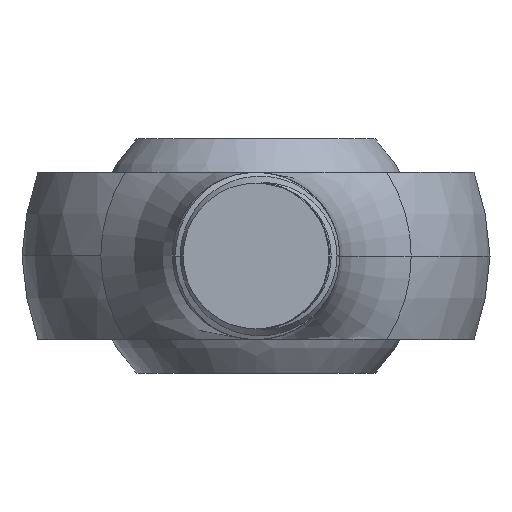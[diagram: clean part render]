
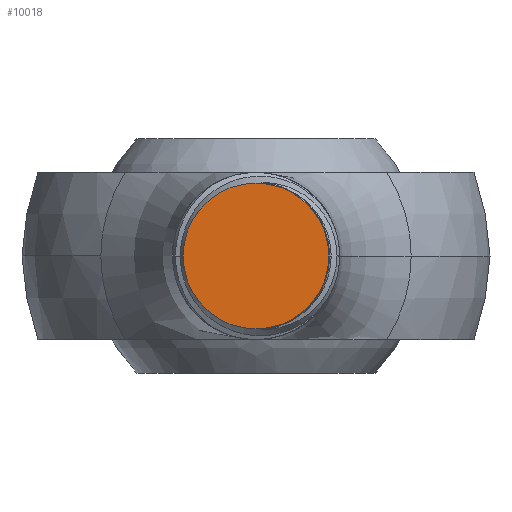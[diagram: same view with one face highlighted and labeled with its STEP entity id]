
A CAD part, front view. The second image highlights one B-rep face of the part: STEP entity #10018.
In plain terms, the highlighted planar face has unit normal (0, -1, 0).
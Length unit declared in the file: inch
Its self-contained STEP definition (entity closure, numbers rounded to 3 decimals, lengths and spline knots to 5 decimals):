
#801 = ORIENTED_EDGE ( 'NONE', *, *, #5577, .F. ) ;
#1087 = AXIS2_PLACEMENT_3D ( 'NONE', #1399, #6431, #11435 ) ;
#1399 = CARTESIAN_POINT ( 'NONE',  ( 0., -2., 0. ) ) ;
#1414 = CIRCLE ( 'NONE', #12192, 0.1363 ) ;
#2284 = DIRECTION ( 'NONE',  ( 0., 1., 0. ) ) ;
#2429 = EDGE_LOOP ( 'NONE', ( #801, #16206 ) ) ;
#2529 = DIRECTION ( 'NONE',  ( -1., 0., 0. ) ) ;
#3782 = VERTEX_POINT ( 'NONE', #13328 ) ;
#3888 = FACE_OUTER_BOUND ( 'NONE', #2429, .T. ) ;
#3947 = EDGE_CURVE ( 'NONE', #16108, #3782, #7310, .T. ) ;
#5577 = EDGE_CURVE ( 'NONE', #3782, #16108, #1414, .T. ) ;
#6431 = DIRECTION ( 'NONE',  ( 0., 1., 0. ) ) ;
#7310 = CIRCLE ( 'NONE', #10986, 0.1363 ) ;
#8200 = CARTESIAN_POINT ( 'NONE',  ( 0.1363, -2., 0. ) ) ;
#9154 = CARTESIAN_POINT ( 'NONE',  ( 0., -2., 0. ) ) ;
#9395 = DIRECTION ( 'NONE',  ( 0., 1., 0. ) ) ;
#10018 = ADVANCED_FACE ( 'NONE', ( #3888 ), #12688, .F. ) ;
#10986 = AXIS2_PLACEMENT_3D ( 'NONE', #9154, #9395, #11873 ) ;
#11435 = DIRECTION ( 'NONE',  ( -1., 0., 0. ) ) ;
#11873 = DIRECTION ( 'NONE',  ( -1., 0., 0. ) ) ;
#12192 = AXIS2_PLACEMENT_3D ( 'NONE', #13735, #2284, #2529 ) ;
#12688 = PLANE ( 'NONE',  #1087 ) ;
#13328 = CARTESIAN_POINT ( 'NONE',  ( -0.1363, -2., 0. ) ) ;
#13735 = CARTESIAN_POINT ( 'NONE',  ( 0., -2., 0. ) ) ;
#16108 = VERTEX_POINT ( 'NONE', #8200 ) ;
#16206 = ORIENTED_EDGE ( 'NONE', *, *, #3947, .F. ) ;
